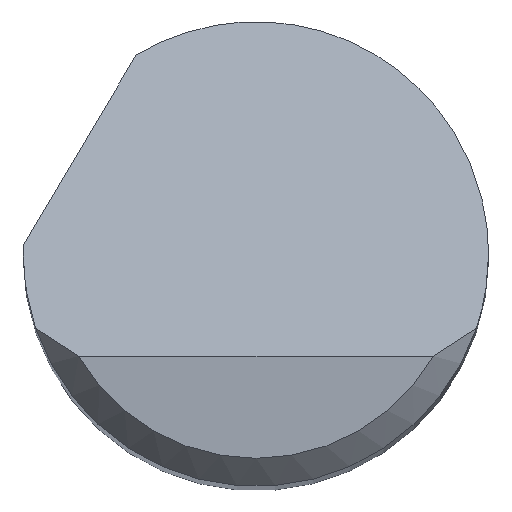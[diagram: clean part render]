
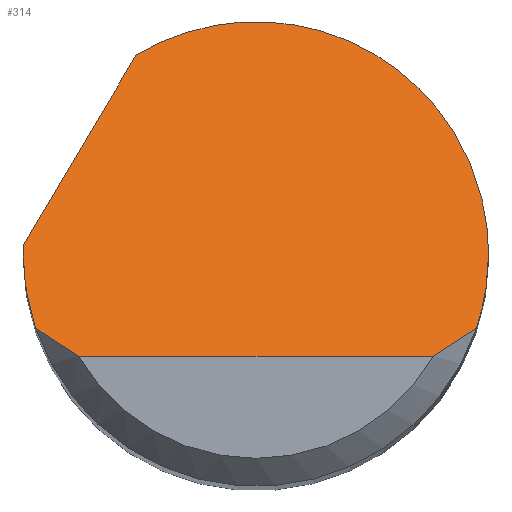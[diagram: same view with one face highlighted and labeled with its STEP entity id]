
A CAD part, top view. The second image highlights one B-rep face of the part: STEP entity #314.
In plain terms, the highlighted planar face has unit normal (0, 0.707, 0.707).
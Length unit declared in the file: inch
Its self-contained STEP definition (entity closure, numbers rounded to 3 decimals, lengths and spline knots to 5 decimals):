
#2 = CARTESIAN_POINT ( 'NONE',  ( 0.125, 0., 1.945 ) ) ;
#27 = VERTEX_POINT ( 'NONE', #185 ) ;
#32 = VERTEX_POINT ( 'NONE', #383 ) ;
#39 = EDGE_CURVE ( 'NONE', #213, #475, #689, .T. ) ;
#51 = CARTESIAN_POINT ( 'NONE',  ( 0.09526, -0.055, 2. ) ) ;
#56 = CARTESIAN_POINT ( 'NONE',  ( -0.11843, -0.04, 1.985 ) ) ;
#65 = B_SPLINE_CURVE_WITH_KNOTS ( 'NONE', 3,
 ( #51, #322, #594, #882 ),
 .UNSPECIFIED., .F., .F.,
 ( 4, 4 ),
 ( 0., 0.0008 ),
 .UNSPECIFIED. ) ;
#99 = CARTESIAN_POINT ( 'NONE',  ( 0.09526, -0.055, 2. ) ) ;
#109 = CARTESIAN_POINT ( 'NONE',  ( 0.12279, -0.02708, 1.97208 ) ) ;
#113 = DIRECTION ( 'NONE',  ( 0.386, 0.652, -0.652 ) ) ;
#120 = CARTESIAN_POINT ( 'NONE',  ( -0.06437, 0.10715, 1.83785 ) ) ;
#132 = VERTEX_POINT ( 'NONE', #99 ) ;
#141 = ORIENTED_EDGE ( 'NONE', *, *, #356, .F. ) ;
#170 = CARTESIAN_POINT ( 'NONE',  ( 0.11843, -0.04, 1.985 ) ) ;
#174 = VERTEX_POINT ( 'NONE', #120 ) ;
#180 =( BOUNDED_CURVE ( )  B_SPLINE_CURVE ( 3, ( #781, #872, #242, #449 ),
 .UNSPECIFIED., .F., .F. ) 
 B_SPLINE_CURVE_WITH_KNOTS ( ( 4, 4 ),
 ( 4.38666, 4.71239 ),
 .UNSPECIFIED. ) 
 CURVE ( )  GEOMETRIC_REPRESENTATION_ITEM ( )  RATIONAL_B_SPLINE_CURVE ( ( 1., 0.991, 0.991, 1. ) ) 
 REPRESENTATION_ITEM ( '' )  );
#185 = CARTESIAN_POINT ( 'NONE',  ( -0.11843, -0.04, 1.985 ) ) ;
#210 = CARTESIAN_POINT ( 'NONE',  ( 0., -0.055, 2. ) ) ;
#213 = VERTEX_POINT ( 'NONE', #388 ) ;
#216 = EDGE_CURVE ( 'NONE', #132, #475, #65, .T. ) ;
#234 = VECTOR ( 'NONE', #750, 39.37008 ) ;
#238 = ORIENTED_EDGE ( 'NONE', *, *, #644, .F. ) ;
#242 = CARTESIAN_POINT ( 'NONE',  ( -0.125, -0.01363, 1.95863 ) ) ;
#252 = ORIENTED_EDGE ( 'NONE', *, *, #870, .T. ) ;
#282 = CARTESIAN_POINT ( 'NONE',  ( -0.125, 0., 1.945 ) ) ;
#285 = PLANE ( 'NONE',  #464 ) ;
#297 = CARTESIAN_POINT ( 'NONE',  ( 0.125, -0.01363, 1.95863 ) ) ;
#314 = ADVANCED_FACE ( 'NONE', ( #825 ), #285, .F. ) ;
#322 = CARTESIAN_POINT ( 'NONE',  ( 0.10339, -0.05031, 1.99531 ) ) ;
#325 =( BOUNDED_CURVE ( )  B_SPLINE_CURVE ( 3, ( #420, #423, #488, #2 ),
 .UNSPECIFIED., .F., .F. ) 
 B_SPLINE_CURVE_WITH_KNOTS ( ( 4, 4 ),
 ( 5.74227, 7.85398 ),
 .UNSPECIFIED. ) 
 CURVE ( )  GEOMETRIC_REPRESENTATION_ITEM ( )  RATIONAL_B_SPLINE_CURVE ( ( 1., 0.662, 0.662, 1. ) ) 
 REPRESENTATION_ITEM ( '' )  );
#341 = CARTESIAN_POINT ( 'NONE',  ( -0.09526, -0.055, 2. ) ) ;
#356 = EDGE_CURVE ( 'NONE', #174, #213, #325, .T. ) ;
#361 = VECTOR ( 'NONE', #113, 39.37008 ) ;
#378 = CARTESIAN_POINT ( 'NONE',  ( 0.11843, -0.04, 1.985 ) ) ;
#383 = CARTESIAN_POINT ( 'NONE',  ( -0.1249, 0.005, 1.94 ) ) ;
#388 = CARTESIAN_POINT ( 'NONE',  ( 0.125, 0., 1.945 ) ) ;
#420 = CARTESIAN_POINT ( 'NONE',  ( -0.06437, 0.10715, 1.83785 ) ) ;
#423 = CARTESIAN_POINT ( 'NONE',  ( 0.0296, 0.1636, 1.7814 ) ) ;
#446 = CARTESIAN_POINT ( 'NONE',  ( -0.11107, -0.04528, 1.99028 ) ) ;
#449 = CARTESIAN_POINT ( 'NONE',  ( -0.125, 0., 1.945 ) ) ;
#453 = LINE ( 'NONE', #867, #361 ) ;
#464 = AXIS2_PLACEMENT_3D ( 'NONE', #554, #695, #830 ) ;
#471 = CARTESIAN_POINT ( 'NONE',  ( -0.125, 0.00167, 1.94333 ) ) ;
#475 = VERTEX_POINT ( 'NONE', #170 ) ;
#488 = CARTESIAN_POINT ( 'NONE',  ( 0.125, 0.10961, 1.83539 ) ) ;
#514 = CARTESIAN_POINT ( 'NONE',  ( -0.1249, 0.005, 1.94 ) ) ;
#515 = CARTESIAN_POINT ( 'NONE',  ( -0.10339, -0.05031, 1.99531 ) ) ;
#541 = EDGE_LOOP ( 'NONE', ( #572, #824, #595, #141, #814, #826, #238, #252 ) ) ;
#554 = CARTESIAN_POINT ( 'NONE',  ( -0.125, -0.055, 2. ) ) ;
#561 = CARTESIAN_POINT ( 'NONE',  ( -0.12497, 0.00333, 1.94167 ) ) ;
#572 = ORIENTED_EDGE ( 'NONE', *, *, #828, .T. ) ;
#583 = CARTESIAN_POINT ( 'NONE',  ( 0.125, 0., 1.945 ) ) ;
#594 = CARTESIAN_POINT ( 'NONE',  ( 0.11107, -0.04528, 1.99028 ) ) ;
#595 = ORIENTED_EDGE ( 'NONE', *, *, #39, .F. ) ;
#644 = EDGE_CURVE ( 'NONE', #27, #829, #180, .T. ) ;
#674 = EDGE_CURVE ( 'NONE', #32, #174, #453, .T. ) ;
#686 = EDGE_CURVE ( 'NONE', #829, #32, #803, .T. ) ;
#689 =( BOUNDED_CURVE ( )  B_SPLINE_CURVE ( 3, ( #583, #297, #109, #378 ),
 .UNSPECIFIED., .F., .F. ) 
 B_SPLINE_CURVE_WITH_KNOTS ( ( 4, 4 ),
 ( 1.5708, 1.89653 ),
 .UNSPECIFIED. ) 
 CURVE ( )  GEOMETRIC_REPRESENTATION_ITEM ( )  RATIONAL_B_SPLINE_CURVE ( ( 1., 0.991, 0.991, 1. ) ) 
 REPRESENTATION_ITEM ( '' )  );
#695 = DIRECTION ( 'NONE',  ( 0., -0.707, -0.707 ) ) ;
#750 = DIRECTION ( 'NONE',  ( 1., 0., 0. ) ) ;
#759 = B_SPLINE_CURVE_WITH_KNOTS ( 'NONE', 3,
 ( #56, #446, #515, #780 ),
 .UNSPECIFIED., .F., .F.,
 ( 4, 4 ),
 ( 0., 0.0008 ),
 .UNSPECIFIED. ) ;
#780 = CARTESIAN_POINT ( 'NONE',  ( -0.09526, -0.055, 2. ) ) ;
#781 = CARTESIAN_POINT ( 'NONE',  ( -0.11843, -0.04, 1.985 ) ) ;
#803 =( BOUNDED_CURVE ( )  B_SPLINE_CURVE ( 3, ( #892, #471, #561, #514 ),
 .UNSPECIFIED., .F., .F. ) 
 B_SPLINE_CURVE_WITH_KNOTS ( ( 4, 4 ),
 ( 4.71239, 4.7524 ),
 .UNSPECIFIED. ) 
 CURVE ( )  GEOMETRIC_REPRESENTATION_ITEM ( )  RATIONAL_B_SPLINE_CURVE ( ( 1., 1., 1., 1. ) ) 
 REPRESENTATION_ITEM ( '' )  );
#809 = VERTEX_POINT ( 'NONE', #341 ) ;
#814 = ORIENTED_EDGE ( 'NONE', *, *, #674, .F. ) ;
#821 = LINE ( 'NONE', #210, #234 ) ;
#824 = ORIENTED_EDGE ( 'NONE', *, *, #216, .T. ) ;
#825 = FACE_OUTER_BOUND ( 'NONE', #541, .T. ) ;
#826 = ORIENTED_EDGE ( 'NONE', *, *, #686, .F. ) ;
#828 = EDGE_CURVE ( 'NONE', #809, #132, #821, .T. ) ;
#829 = VERTEX_POINT ( 'NONE', #282 ) ;
#830 = DIRECTION ( 'NONE',  ( 0., 0.707, -0.707 ) ) ;
#867 = CARTESIAN_POINT ( 'NONE',  ( -0.15516, -0.04606, 1.99106 ) ) ;
#870 = EDGE_CURVE ( 'NONE', #27, #809, #759, .T. ) ;
#872 = CARTESIAN_POINT ( 'NONE',  ( -0.12279, -0.02708, 1.97208 ) ) ;
#882 = CARTESIAN_POINT ( 'NONE',  ( 0.11843, -0.04, 1.985 ) ) ;
#892 = CARTESIAN_POINT ( 'NONE',  ( -0.125, 0., 1.945 ) ) ;
